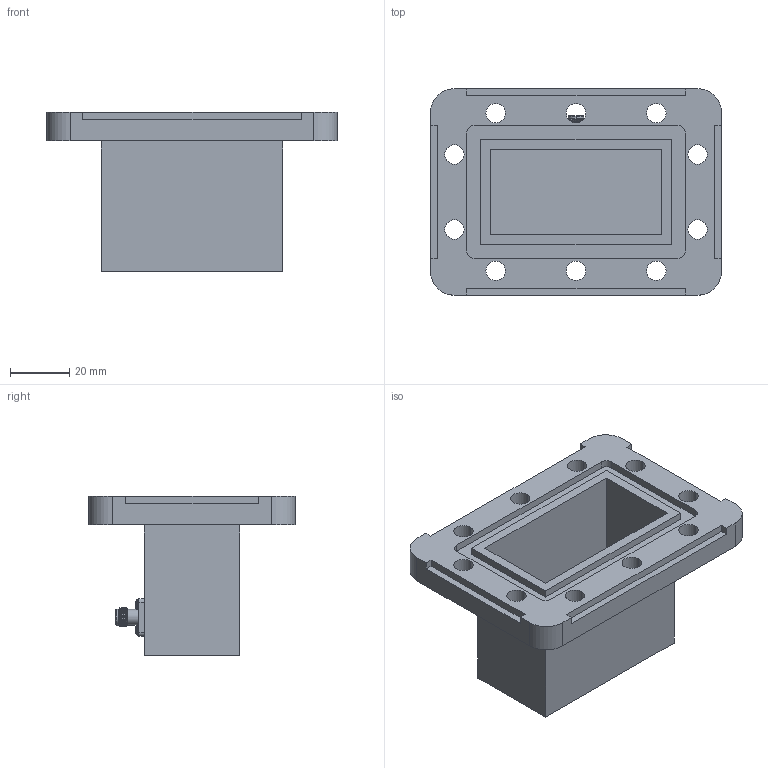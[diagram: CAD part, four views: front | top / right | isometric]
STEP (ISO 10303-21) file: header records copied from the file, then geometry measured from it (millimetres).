
FILE_DESCRIPTION (( 'STEP AP214' ), '1' );
FILE_NAME ('PEWCA1061.step', '2021-05-20T17:08:37', ( '' ), ( '' ), 'SwSTEP 2.0', 'SolidWorks 2020', '' );
FILE_SCHEMA (( 'AUTOMOTIVE_DESIGN' ));
Length unit declared in the file: inch
Products named in the file (3): PEWCA1061; SMA FEMALE
Assembly tree (2 placements, depth 2):
  PEWCA1061
    PEWCA1061
    SMA FEMALE
Bounding box: 98.42 x 69.85 x 53.85 mm (x, y, z)
Volume: 60104.1 mm3; surface area: 37412.5 mm2
Topology: 11 solids, 11 shells, 307 faces, 810 edges, 535 vertices
Faces by surface type: plane 135, cylinder 107, cone 32, bspline 31, torus 2
Entity records: 15821 total; most frequent: CARTESIAN_POINT 8358, ORIENTED_EDGE 1620, DIRECTION 1369, EDGE_CURVE 810, VERTEX_POINT 535, AXIS2_PLACEMENT_3D 511, EDGE_LOOP 349, VECTOR 347
